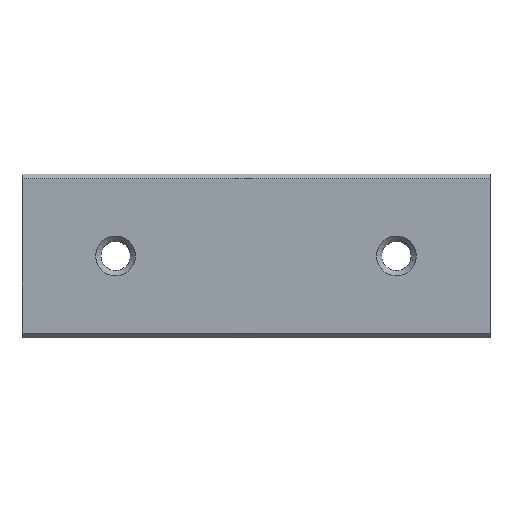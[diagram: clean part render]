
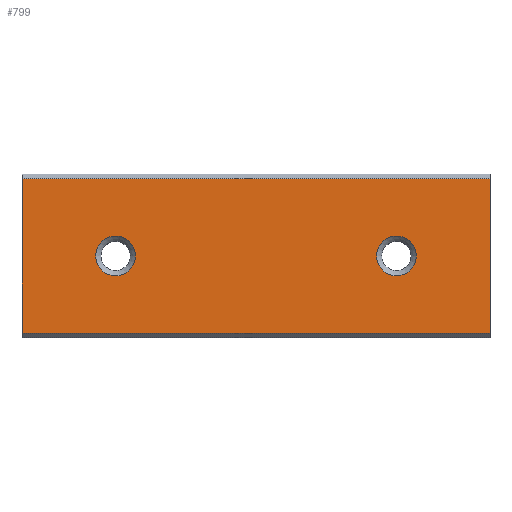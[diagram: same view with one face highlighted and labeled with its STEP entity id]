
A CAD part, top view. The second image highlights one B-rep face of the part: STEP entity #799.
In plain terms, the highlighted planar face has unit normal (0, 0, 1).
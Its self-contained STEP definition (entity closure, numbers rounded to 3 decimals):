
#731=FACE_BOUND('',#1143,.T.);
#732=FACE_BOUND('',#1144,.T.);
#733=FACE_BOUND('',#1145,.T.);
#759=CIRCLE('',#2817,0.85);
#760=CIRCLE('',#2818,0.85);
#799=ADVANCED_FACE('',(#731,#732,#733),#914,.F.);
#914=PLANE('',#2819);
#1143=EDGE_LOOP('',(#1444));
#1144=EDGE_LOOP('',(#1445));
#1145=EDGE_LOOP('',(#1446,#1447,#1448,#1449));
#1444=ORIENTED_EDGE('',*,*,#2198,.T.);
#1445=ORIENTED_EDGE('',*,*,#2199,.T.);
#1446=ORIENTED_EDGE('',*,*,#2200,.T.);
#1447=ORIENTED_EDGE('',*,*,#2201,.T.);
#1448=ORIENTED_EDGE('',*,*,#2202,.F.);
#1449=ORIENTED_EDGE('',*,*,#2203,.T.);
#1970=VERTEX_POINT('',#3839);
#1971=VERTEX_POINT('',#3841);
#1972=VERTEX_POINT('',#3843);
#1973=VERTEX_POINT('',#3844);
#1974=VERTEX_POINT('',#3846);
#1975=VERTEX_POINT('',#3848);
#2198=EDGE_CURVE('',#1970,#1970,#759,.T.);
#2199=EDGE_CURVE('',#1971,#1971,#760,.T.);
#2200=EDGE_CURVE('',#1972,#1973,#2453,.T.);
#2201=EDGE_CURVE('',#1973,#1974,#2454,.T.);
#2202=EDGE_CURVE('',#1975,#1974,#2455,.T.);
#2203=EDGE_CURVE('',#1975,#1972,#2456,.T.);
#2453=LINE('',#3842,#2660);
#2454=LINE('',#3845,#2661);
#2455=LINE('',#3847,#2662);
#2456=LINE('',#3849,#2663);
#2660=VECTOR('',#3103,1.);
#2661=VECTOR('',#3104,1.);
#2662=VECTOR('',#3105,1.);
#2663=VECTOR('',#3106,1.);
#2817=AXIS2_PLACEMENT_3D('',#3838,#3099,#3100);
#2818=AXIS2_PLACEMENT_3D('',#3840,#3101,#3102);
#2819=AXIS2_PLACEMENT_3D('',#3850,#3107,#3108);
#3099=DIRECTION('',(0.,0.,-1.));
#3100=DIRECTION('',(-1.,0.,0.));
#3101=DIRECTION('',(0.,0.,-1.));
#3102=DIRECTION('',(-1.,0.,0.));
#3103=DIRECTION('',(0.,-1.,0.));
#3104=DIRECTION('',(1.,0.,0.));
#3105=DIRECTION('',(0.,-1.,0.));
#3106=DIRECTION('',(-1.,0.,0.));
#3107=DIRECTION('',(0.,0.,-1.));
#3108=DIRECTION('',(-1.,0.,0.));
#3838=CARTESIAN_POINT('',(6.,0.,4.));
#3839=CARTESIAN_POINT('',(5.15,0.,4.));
#3840=CARTESIAN_POINT('',(-6.,0.,4.));
#3841=CARTESIAN_POINT('',(-6.85,0.,4.));
#3842=CARTESIAN_POINT('',(-10.,3.5,4.));
#3843=CARTESIAN_POINT('',(-10.,3.3,4.));
#3844=CARTESIAN_POINT('',(-10.,-3.3,4.));
#3845=CARTESIAN_POINT('',(10.,-3.3,4.));
#3846=CARTESIAN_POINT('',(10.,-3.3,4.));
#3847=CARTESIAN_POINT('',(10.,3.5,4.));
#3848=CARTESIAN_POINT('',(10.,3.3,4.));
#3849=CARTESIAN_POINT('',(10.,3.3,4.));
#3850=CARTESIAN_POINT('',(10.,3.5,4.));
